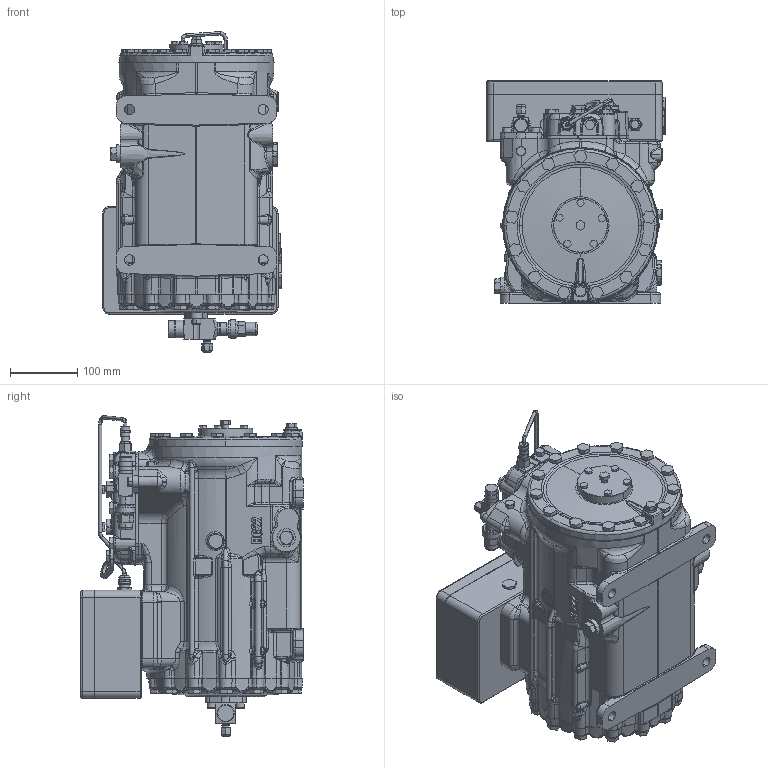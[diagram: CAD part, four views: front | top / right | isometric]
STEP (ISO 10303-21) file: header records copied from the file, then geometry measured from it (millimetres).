
FILE_DESCRIPTION (( 'STEP AP214' ), '1' );
FILE_NAME ('EX-HG22e.STEP', '2020-04-01T08:35:10', ( '' ), ( '' ), 'SwSTEP 2.0', 'SolidWorks 2016', '' );
FILE_SCHEMA (( 'AUTOMOTIVE_DESIGN' ));
Length unit declared in the file: millimetre
Products named in the file (8): cylinder cover; bearing flange; compressor casing; suction valve; discharge valve; EX-HG22e; terminal box; motor cover
Assembly tree (7 placements, depth 2):
  EX-HG22e
    compressor casing
    bearing flange
    motor cover
    terminal box
    suction valve
    discharge valve
    cylinder cover
Bounding box: 265 x 330 x 475.55 mm (x, y, z)
Volume: 21675332.2 mm3; surface area: 908442 mm2
Topology: 7 solids, 7 shells, 3771 faces, 9348 edges, 5591 vertices
Faces by surface type: plane 1274, bspline 1053, cylinder 886, torus 265, cone 261, sphere 32
Entity records: 182251 total; most frequent: CARTESIAN_POINT 100246, ORIENTED_EDGE 18474, DIRECTION 15546, EDGE_CURVE 9237, AXIS2_PLACEMENT_3D 6026, VERTEX_POINT 5589, EDGE_LOOP 3912, ADVANCED_FACE 3771
